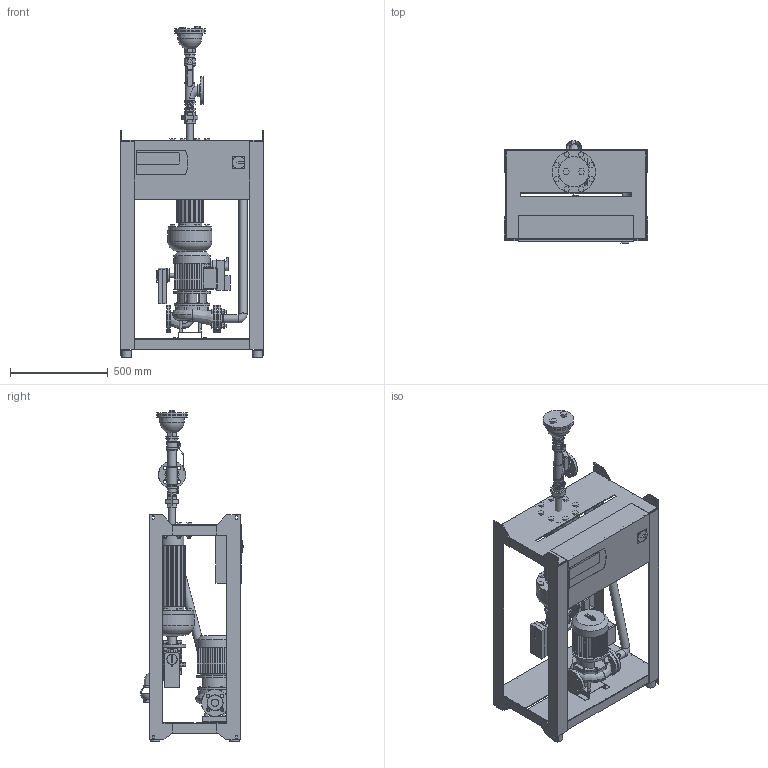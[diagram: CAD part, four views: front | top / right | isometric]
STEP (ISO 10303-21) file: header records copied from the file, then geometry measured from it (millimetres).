
FILE_DESCRIPTION(/* description */ (''),/* implementation_level */ '2;1');
FILE_NAME(/* name */ '3d_SiCleancomfort20-4194909.stp',/* time_stamp */ '2020-11-04T13:30:56+01:00',/* author */ ('Andrzej'),/* organization */ (''),/* preprocessor_version */ 'ST-DEVELOPER v16.13',/* originating_system */ 'AutoCAD Mechanical',/* authorisation */ '');
FILE_SCHEMA (('AUTOMOTIVE_DESIGN { 1 0 10303 214 3 1 1 }'));
Products named in the file (1): Product
Bounding box: 730 x 524.97 x 1694 mm (x, y, z)
Volume: 60098260.8 mm3; surface area: 5995082.7 mm2
Topology: 112 solids, 112 shells, 1639 faces, 3797 edges, 2458 vertices
Faces by surface type: plane 1116, cylinder 401, cone 55, bspline 33, torus 25, sphere 9
Full cylindrical faces by diameter (mm): 4 x8, 8 x8, 10 x7, 15 x4, 16 x28, 18 x48, 19.82 x1, 20 x2, 30 x20, 33.7 x1, 37.2 x4, 40 x1, 42.4 x12, 48 x1, 48.3 x2, 50 x9, 52 x1, 52.3 x3, 56 x1, 58 x1, 60 x2, 64 x1, 65 x2, 70 x1, 78 x2, 80 x1, 111.173 x1, 120 x2, 140 x6, 155 x2
Entity records: 56161 total; most frequent: CARTESIAN_POINT 19520, DIRECTION 7552, ORIENTED_EDGE 6932, EDGE_CURVE 3466, AXIS2_PLACEMENT_3D 2619, VERTEX_POINT 2398, LINE 2314, VECTOR 2314
